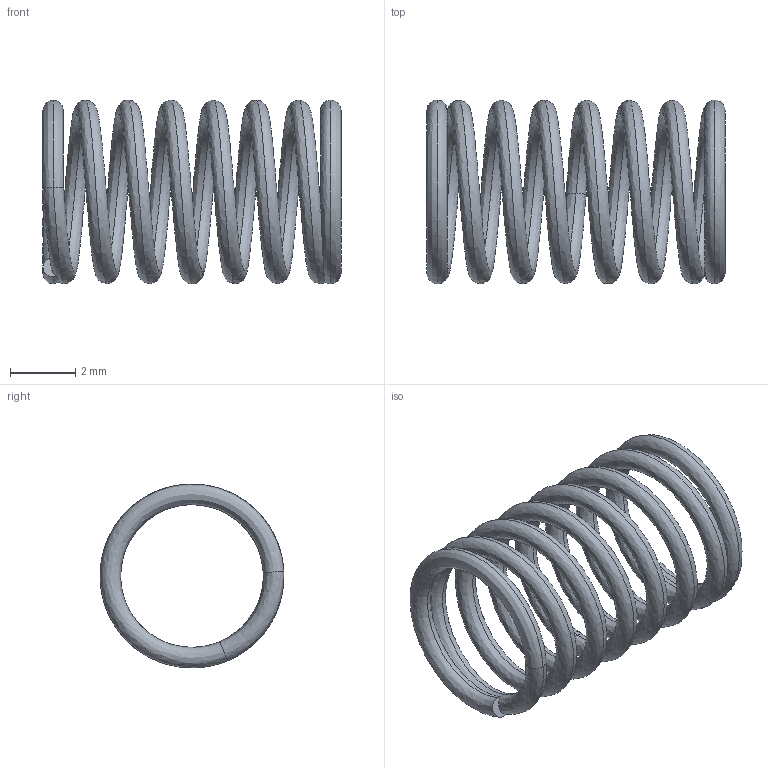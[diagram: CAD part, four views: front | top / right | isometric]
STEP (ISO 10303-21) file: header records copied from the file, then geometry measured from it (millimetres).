
FILE_DESCRIPTION (( 'STEP AP214' ), '1' );
FILE_NAME ('1127-Z1P-A.STEP', '2013-05-15T14:51:49', ( '3DAssist' ), ( '' ), 'SwSTEP 2.0', 'SolidWorks 2013', '' );
FILE_SCHEMA (( 'AUTOMOTIVE_DESIGN' ));
Length unit declared in the file: millimetre
Products named in the file (1): 1127-Z1P-A
Bounding box: 9.13 x 5.63 x 5.63 mm (x, y, z)
Volume: 39.1 mm3; surface area: 244.4 mm2
Topology: 1 solids, 1 shells, 10 faces, 24 edges, 14 vertices
Faces by surface type: bspline 8, plane 2
Entity records: 3799 total; most frequent: CARTESIAN_POINT 3590, ORIENTED_EDGE 48, EDGE_CURVE 24, B_SPLINE_CURVE_WITH_KNOTS 20, VERTEX_POINT 14, DIRECTION 14, EDGE_LOOP 12, FACE_OUTER_BOUND 10
